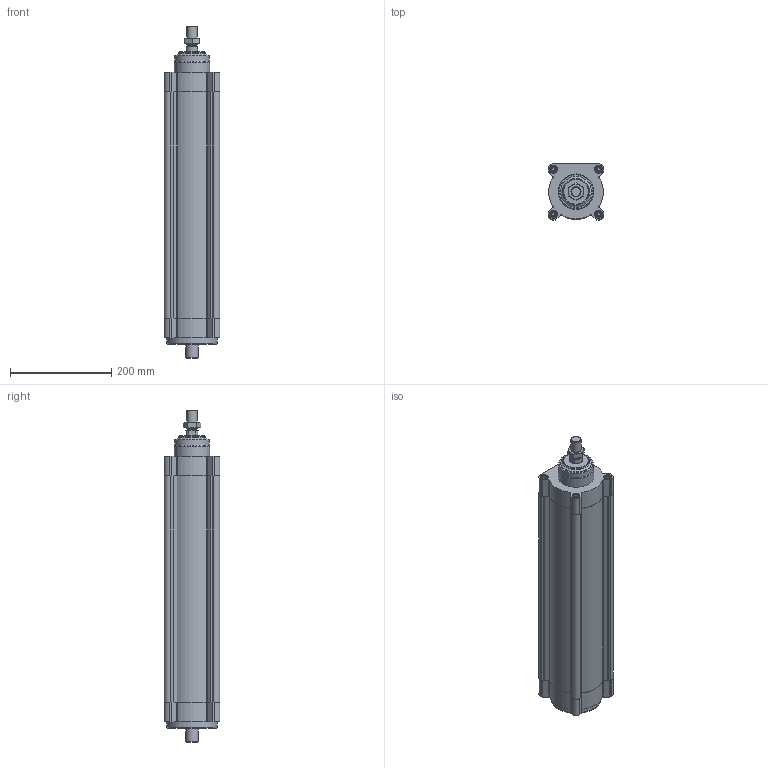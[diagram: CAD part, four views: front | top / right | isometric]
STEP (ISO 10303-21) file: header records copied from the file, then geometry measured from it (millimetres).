
FILE_DESCRIPTION(/* description */ ('STEP AP214'),/* implementation_level */ '2;1');
FILE_NAME(/* name */ '574124_ESBF-BS-100-300-40P',/* time_stamp */ '2024-08-28T05:44:24+02:00',/* author */ ('License CC BY-ND 4.0'),/* organization */ ('CADENAS'),/* preprocessor_version */ 'ST-DEVELOPER v19.3',/* originating_system */ 'PARTsolutions',/* authorisation */ ' ');
FILE_SCHEMA (('AUTOMOTIVE_DESIGN {1 0 10303 214 3 1 1}'));
Length unit declared in the file: millimetre
Products named in the file (6): 574124 ESBF-BS-100-300-40P---(0); ESBF-BS-100-300---(ZR_-_-); ESBF-BS-100-300-40P---(KS_0); DIN-439-B - M20x1.5(F); 1515746 GUA M28x1.5; ESBF-BS-100-ESBF-BS-100---(KSA)
Assembly tree (5 placements, depth 2):
  574124 ESBF-BS-100-300-40P---(0)
    ESBF-BS-100-300---(ZR_-_-)
    ESBF-BS-100-300-40P---(KS_0)
    DIN-439-B - M20x1.5(F)
    1515746 GUA M28x1.5
    ESBF-BS-100-ESBF-BS-100---(KSA)
Bounding box: 110 x 110 x 654.5 mm (x, y, z)
Volume: 4018882.3 mm3; surface area: 578375.6 mm2
Topology: 5 solids, 5 shells, 351 faces, 860 edges, 558 vertices
Faces by surface type: plane 170, cylinder 129, cone 43, torus 9
Full cylindrical faces by diameter (mm): 8.376 x8, 14.1 x1, 15 x8, 15.8 x8, 18.16 x1, 18.376 x1, 20 x1, 24 x1, 25 x1, 26.376 x1, 28 x3, 30 x1, 50 x2, 61.2 x1, 68 x1, 70 x1, 90 x1, 100 x3
Entity records: 12087 total; most frequent: CARTESIAN_POINT 2059, DIRECTION 1696, ORIENTED_EDGE 1518, EDGE_CURVE 759, AXIS2_PLACEMENT_3D 660, VERTEX_POINT 547, EDGE_LOOP 486, FACE_BOUND 486
